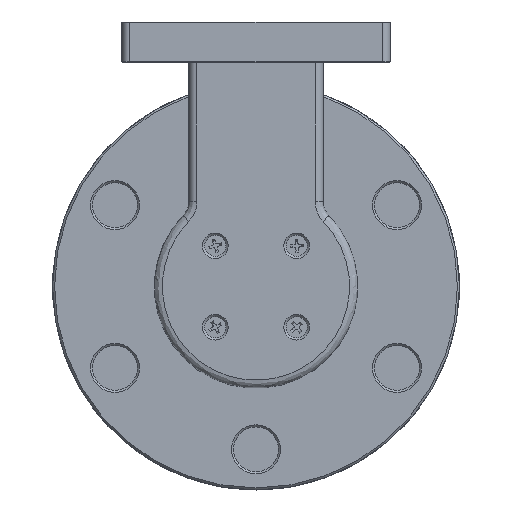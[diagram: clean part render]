
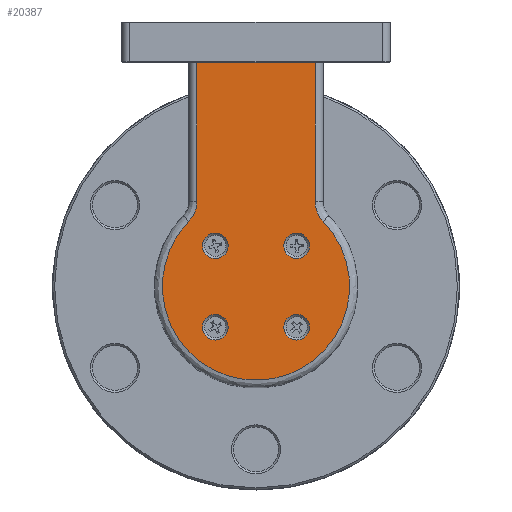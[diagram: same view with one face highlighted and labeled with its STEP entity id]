
A CAD part, front view. The second image highlights one B-rep face of the part: STEP entity #20387.
In plain terms, the highlighted planar face has unit normal (0, -1, 0).
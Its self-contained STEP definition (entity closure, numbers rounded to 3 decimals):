
#72 = FACE_BOUND ( 'NONE', #17296, .T. ) ;
#158 = CARTESIAN_POINT ( 'NONE',  ( -37.36, -9.784, 86.041 ) ) ;
#314 = EDGE_CURVE ( 'NONE', #4897, #837, #16344, .T. ) ;
#787 = CARTESIAN_POINT ( 'NONE',  ( -10.877, -9.784, 76.85 ) ) ;
#837 = VERTEX_POINT ( 'NONE', #10618 ) ;
#1033 = CARTESIAN_POINT ( 'NONE',  ( -35.377, -9.784, 125. ) ) ;
#1130 =( BOUNDED_CURVE ( )  B_SPLINE_CURVE ( 3, ( #5376, #13348, #10074, #18478, #15094, #3524, #158 ),
 .UNSPECIFIED., .F., .F. ) 
 B_SPLINE_CURVE_WITH_KNOTS ( ( 4, 3, 4 ),
 ( 0., 0.5, 1. ),
 .UNSPECIFIED. ) 
 CURVE ( )  GEOMETRIC_REPRESENTATION_ITEM ( )  RATIONAL_B_SPLINE_CURVE ( ( 1., 0.593, 0.593, 1., 0.593, 0.593, 1. ) ) 
 REPRESENTATION_ITEM ( '' )  );
#1389 = CARTESIAN_POINT ( 'NONE',  ( -35.377, -9.784, 70. ) ) ;
#1590 = AXIS2_PLACEMENT_3D ( 'NONE', #3085, #6573, #21501 ) ;
#1700 = DIRECTION ( 'NONE',  ( 0., 1., 0. ) ) ;
#1768 = CARTESIAN_POINT ( 'NONE',  ( -37.36, -9.784, 86.041 ) ) ;
#1809 = CIRCLE ( 'NONE', #16438, 3.15 ) ;
#1958 = AXIS2_PLACEMENT_3D ( 'NONE', #18736, #13832, #8904 ) ;
#2089 = AXIS2_PLACEMENT_3D ( 'NONE', #11186, #11294, #16324 ) ;
#2392 = VECTOR ( 'NONE', #21545, 1000. ) ;
#2697 = ORIENTED_EDGE ( 'NONE', *, *, #19785, .F. ) ;
#2711 = VECTOR ( 'NONE', #3703, 1000. ) ;
#3085 = CARTESIAN_POINT ( 'NONE',  ( -10.877, -9.784, 60. ) ) ;
#3219 = EDGE_LOOP ( 'NONE', ( #17390 ) ) ;
#3524 = CARTESIAN_POINT ( 'NONE',  ( -53.984, -9.784, 68.958 ) ) ;
#3703 = DIRECTION ( 'NONE',  ( 1., 0., 0. ) ) ;
#3775 = ORIENTED_EDGE ( 'NONE', *, *, #16804, .F. ) ;
#4197 = ORIENTED_EDGE ( 'NONE', *, *, #5107, .F. ) ;
#4373 = VERTEX_POINT ( 'NONE', #9058 ) ;
#4578 = ORIENTED_EDGE ( 'NONE', *, *, #314, .F. ) ;
#4823 = EDGE_LOOP ( 'NONE', ( #16429 ) ) ;
#4897 = VERTEX_POINT ( 'NONE', #20246 ) ;
#5107 = EDGE_CURVE ( 'NONE', #837, #16442, #14637, .T. ) ;
#5138 = CARTESIAN_POINT ( 'NONE',  ( -35.377, -9.784, 90.922 ) ) ;
#5143 = LINE ( 'NONE', #10470, #2711 ) ;
#5180 = CARTESIAN_POINT ( 'NONE',  ( -6.377, -9.784, 90.922 ) ) ;
#5376 = CARTESIAN_POINT ( 'NONE',  ( -4.394, -9.784, 86.041 ) ) ;
#5434 = AXIS2_PLACEMENT_3D ( 'NONE', #9983, #1700, #6709 ) ;
#5793 = CARTESIAN_POINT ( 'NONE',  ( -30.877, -9.784, 56.85 ) ) ;
#6408 = CARTESIAN_POINT ( 'NONE',  ( -6.377, -9.784, 70. ) ) ;
#6573 = DIRECTION ( 'NONE',  ( 0., -1., 0. ) ) ;
#6709 = DIRECTION ( 'NONE',  ( 0., 0., 1. ) ) ;
#6740 = DIRECTION ( 'NONE',  ( 0., 0., -1. ) ) ;
#6822 = CIRCLE ( 'NONE', #1958, 3.15 ) ;
#7217 = VERTEX_POINT ( 'NONE', #18282 ) ;
#7402 = EDGE_LOOP ( 'NONE', ( #4578, #12600, #15797, #3775, #7740, #4197 ) ) ;
#7740 = ORIENTED_EDGE ( 'NONE', *, *, #7917, .F. ) ;
#7917 = EDGE_CURVE ( 'NONE', #16442, #14811, #1130, .T. ) ;
#8026 = FACE_BOUND ( 'NONE', #4823, .T. ) ;
#8415 = EDGE_LOOP ( 'NONE', ( #2697 ) ) ;
#8904 = DIRECTION ( 'NONE',  ( 0., 0., -1. ) ) ;
#9058 = CARTESIAN_POINT ( 'NONE',  ( -10.877, -9.784, 56.85 ) ) ;
#9663 = FACE_BOUND ( 'NONE', #3219, .T. ) ;
#9773 = CARTESIAN_POINT ( 'NONE',  ( -4.394, -9.784, 86.041 ) ) ;
#9983 = CARTESIAN_POINT ( 'NONE',  ( -20.877, -9.784, 70. ) ) ;
#10074 = CARTESIAN_POINT ( 'NONE',  ( 2.958, -9.784, 47. ) ) ;
#10086 = FACE_BOUND ( 'NONE', #8415, .T. ) ;
#10121 = CARTESIAN_POINT ( 'NONE',  ( -30.877, -9.784, 80. ) ) ;
#10470 = CARTESIAN_POINT ( 'NONE',  ( -20.877, -9.784, 125. ) ) ;
#10618 = CARTESIAN_POINT ( 'NONE',  ( -6.377, -9.784, 90.922 ) ) ;
#11186 = CARTESIAN_POINT ( 'NONE',  ( -10.877, -9.784, 80. ) ) ;
#11294 = DIRECTION ( 'NONE',  ( 0., -1., 0. ) ) ;
#11645 = DIRECTION ( 'NONE',  ( 0., -1., 0. ) ) ;
#11799 = CARTESIAN_POINT ( 'NONE',  ( -37.36, -9.784, 86.041 ) ) ;
#12600 = ORIENTED_EDGE ( 'NONE', *, *, #13502, .F. ) ;
#13075 = EDGE_CURVE ( 'NONE', #7217, #7217, #1809, .T. ) ;
#13348 = CARTESIAN_POINT ( 'NONE',  ( 12.23, -9.784, 68.958 ) ) ;
#13425 = CARTESIAN_POINT ( 'NONE',  ( -36.072, -9.784, 87.364 ) ) ;
#13502 = EDGE_CURVE ( 'NONE', #18138, #4897, #5143, .T. ) ;
#13566 = CIRCLE ( 'NONE', #2089, 3.15 ) ;
#13832 = DIRECTION ( 'NONE',  ( 0., -1., 0. ) ) ;
#14201 = VERTEX_POINT ( 'NONE', #787 ) ;
#14262 = VECTOR ( 'NONE', #17864, 1000. ) ;
#14637 =( BOUNDED_CURVE ( )  B_SPLINE_CURVE ( 3, ( #5180, #19801, #15109, #9773 ),
 .UNSPECIFIED., .F., .T. ) 
 B_SPLINE_CURVE_WITH_KNOTS ( ( 4, 4 ),
 ( 0., 1. ),
 .UNSPECIFIED. ) 
 CURVE ( )  GEOMETRIC_REPRESENTATION_ITEM ( )  RATIONAL_B_SPLINE_CURVE ( ( 1., 0.951, 0.951, 1. ) ) 
 REPRESENTATION_ITEM ( '' )  );
#14811 = VERTEX_POINT ( 'NONE', #11799 ) ;
#15003 = PLANE ( 'NONE',  #5434 ) ;
#15094 = CARTESIAN_POINT ( 'NONE',  ( -44.712, -9.784, 47. ) ) ;
#15109 = CARTESIAN_POINT ( 'NONE',  ( -5.682, -9.784, 87.364 ) ) ;
#15402 = EDGE_CURVE ( 'NONE', #14201, #14201, #13566, .T. ) ;
#15471 = EDGE_CURVE ( 'NONE', #20083, #18138, #20889, .T. ) ;
#15797 = ORIENTED_EDGE ( 'NONE', *, *, #15471, .F. ) ;
#16324 = DIRECTION ( 'NONE',  ( 0., 0., -1. ) ) ;
#16344 = LINE ( 'NONE', #6408, #2392 ) ;
#16429 = ORIENTED_EDGE ( 'NONE', *, *, #15402, .F. ) ;
#16438 = AXIS2_PLACEMENT_3D ( 'NONE', #10121, #11645, #6740 ) ;
#16442 = VERTEX_POINT ( 'NONE', #16514 ) ;
#16514 = CARTESIAN_POINT ( 'NONE',  ( -4.394, -9.784, 86.041 ) ) ;
#16804 = EDGE_CURVE ( 'NONE', #14811, #20083, #21296, .T. ) ;
#17173 = EDGE_CURVE ( 'NONE', #4373, #4373, #19346, .T. ) ;
#17296 = EDGE_LOOP ( 'NONE', ( #17441 ) ) ;
#17390 = ORIENTED_EDGE ( 'NONE', *, *, #17173, .F. ) ;
#17441 = ORIENTED_EDGE ( 'NONE', *, *, #13075, .F. ) ;
#17864 = DIRECTION ( 'NONE',  ( 0., 0., 1. ) ) ;
#18138 = VERTEX_POINT ( 'NONE', #1033 ) ;
#18282 = CARTESIAN_POINT ( 'NONE',  ( -30.877, -9.784, 76.85 ) ) ;
#18332 = CARTESIAN_POINT ( 'NONE',  ( -35.377, -9.784, 90.922 ) ) ;
#18478 = CARTESIAN_POINT ( 'NONE',  ( -20.877, -9.784, 47. ) ) ;
#18736 = CARTESIAN_POINT ( 'NONE',  ( -30.877, -9.784, 60. ) ) ;
#19346 = CIRCLE ( 'NONE', #1590, 3.15 ) ;
#19690 = FACE_OUTER_BOUND ( 'NONE', #7402, .T. ) ;
#19758 = CARTESIAN_POINT ( 'NONE',  ( -35.377, -9.784, 89.075 ) ) ;
#19785 = EDGE_CURVE ( 'NONE', #20724, #20724, #6822, .T. ) ;
#19801 = CARTESIAN_POINT ( 'NONE',  ( -6.377, -9.784, 89.075 ) ) ;
#20083 = VERTEX_POINT ( 'NONE', #18332 ) ;
#20246 = CARTESIAN_POINT ( 'NONE',  ( -6.377, -9.784, 125. ) ) ;
#20387 = ADVANCED_FACE ( 'NONE', ( #19690, #9663, #72, #8026, #10086 ), #15003, .F. ) ;
#20724 = VERTEX_POINT ( 'NONE', #5793 ) ;
#20889 = LINE ( 'NONE', #1389, #14262 ) ;
#21296 =( BOUNDED_CURVE ( )  B_SPLINE_CURVE ( 3, ( #1768, #13425, #19758, #5138 ),
 .UNSPECIFIED., .F., .F. ) 
 B_SPLINE_CURVE_WITH_KNOTS ( ( 4, 4 ),
 ( 0., 1. ),
 .UNSPECIFIED. ) 
 CURVE ( )  GEOMETRIC_REPRESENTATION_ITEM ( )  RATIONAL_B_SPLINE_CURVE ( ( 1., 0.951, 0.951, 1. ) ) 
 REPRESENTATION_ITEM ( '' )  );
#21501 = DIRECTION ( 'NONE',  ( 0., 0., -1. ) ) ;
#21545 = DIRECTION ( 'NONE',  ( 0., 0., -1. ) ) ;
